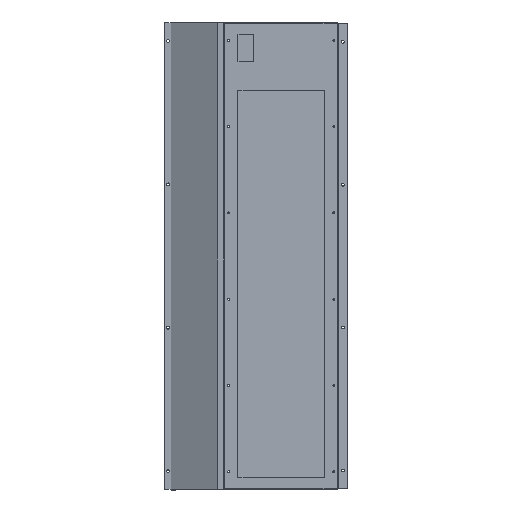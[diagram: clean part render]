
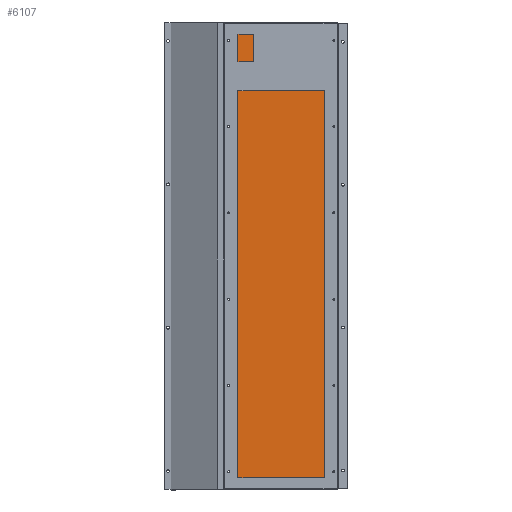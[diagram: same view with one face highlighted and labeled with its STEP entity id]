
A CAD part, top view. The second image highlights one B-rep face of the part: STEP entity #6107.
In plain terms, the highlighted planar face has unit normal (0, 0, 1).
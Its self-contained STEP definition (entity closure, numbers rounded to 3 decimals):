
#119 = LINE ( 'NONE', #10402, #10847 ) ;
#1260 = DIRECTION ( 'NONE',  ( -1., 0., 0. ) ) ;
#2427 = VERTEX_POINT ( 'NONE', #8632 ) ;
#3140 = CARTESIAN_POINT ( 'NONE',  ( -210.307, 528.603, 20.607 ) ) ;
#4077 = LINE ( 'NONE', #8655, #9479 ) ;
#4331 = CARTESIAN_POINT ( 'NONE',  ( -6.307, -458.397, 20.607 ) ) ;
#4334 = EDGE_CURVE ( 'NONE', #2427, #6240, #4077, .T. ) ;
#4365 = CARTESIAN_POINT ( 'NONE',  ( -6.307, 528.603, 20.607 ) ) ;
#5372 = EDGE_LOOP ( 'NONE', ( #5715, #13090, #13860, #7929 ) ) ;
#5715 = ORIENTED_EDGE ( 'NONE', *, *, #13007, .T. ) ;
#6107 = ADVANCED_FACE ( 'NONE', ( #13813 ), #14799, .T. ) ;
#6240 = VERTEX_POINT ( 'NONE', #4331 ) ;
#6460 = CARTESIAN_POINT ( 'NONE',  ( -210.307, 528.603, 20.607 ) ) ;
#7884 = VERTEX_POINT ( 'NONE', #6460 ) ;
#7929 = ORIENTED_EDGE ( 'NONE', *, *, #12614, .T. ) ;
#8632 = CARTESIAN_POINT ( 'NONE',  ( -210.307, -458.397, 20.607 ) ) ;
#8652 = CARTESIAN_POINT ( 'NONE',  ( -6.307, 528.603, 20.607 ) ) ;
#8655 = CARTESIAN_POINT ( 'NONE',  ( -6.307, -458.397, 20.607 ) ) ;
#8794 = LINE ( 'NONE', #8652, #9624 ) ;
#8802 = VERTEX_POINT ( 'NONE', #11909 ) ;
#8881 = DIRECTION ( 'NONE',  ( 1., 0., 0. ) ) ;
#9013 = DIRECTION ( 'NONE',  ( 0., 0., 1. ) ) ;
#9479 = VECTOR ( 'NONE', #8881, 1000. ) ;
#9624 = VECTOR ( 'NONE', #12211, 1000. ) ;
#10402 = CARTESIAN_POINT ( 'NONE',  ( -6.307, 528.603, 20.607 ) ) ;
#10582 = VECTOR ( 'NONE', #14872, 1000. ) ;
#10847 = VECTOR ( 'NONE', #1260, 1000. ) ;
#11909 = CARTESIAN_POINT ( 'NONE',  ( -6.307, 528.603, 20.607 ) ) ;
#12211 = DIRECTION ( 'NONE',  ( 0., 1., 0. ) ) ;
#12593 = LINE ( 'NONE', #3140, #10582 ) ;
#12614 = EDGE_CURVE ( 'NONE', #6240, #8802, #8794, .T. ) ;
#13007 = EDGE_CURVE ( 'NONE', #8802, #7884, #119, .T. ) ;
#13090 = ORIENTED_EDGE ( 'NONE', *, *, #14275, .T. ) ;
#13813 = FACE_OUTER_BOUND ( 'NONE', #5372, .T. ) ;
#13860 = ORIENTED_EDGE ( 'NONE', *, *, #4334, .T. ) ;
#14202 = AXIS2_PLACEMENT_3D ( 'NONE', #4365, #9013, #14874 ) ;
#14275 = EDGE_CURVE ( 'NONE', #7884, #2427, #12593, .T. ) ;
#14799 = PLANE ( 'NONE',  #14202 ) ;
#14872 = DIRECTION ( 'NONE',  ( 0., -1., 0. ) ) ;
#14874 = DIRECTION ( 'NONE',  ( 0., -1., 0. ) ) ;
